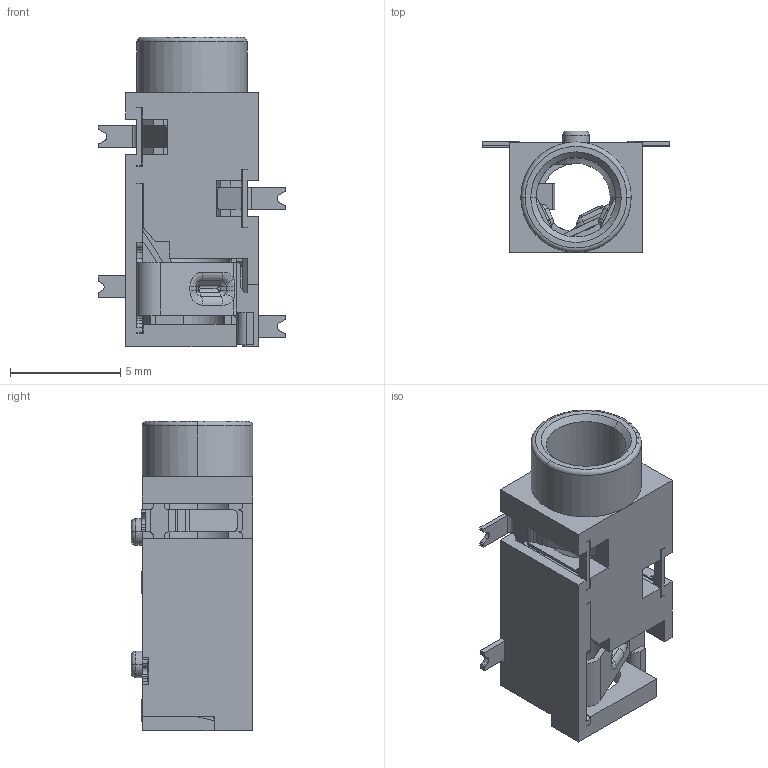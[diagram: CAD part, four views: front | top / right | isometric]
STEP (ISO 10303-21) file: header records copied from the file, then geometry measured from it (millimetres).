
FILE_DESCRIPTION((''),'2;1');
FILE_NAME('HS-PJ3582-180_A_1','2021-01-05T',('Administrator'),(''),'PRO/ENGINEER BY PARAMETRIC TECHNOLOGY CORPORATION, 2010280','PRO/ENGINEER BY PARAMETRIC TECHNOLOGY CORPORATION, 2010280','');
FILE_SCHEMA(('CONFIG_CONTROL_DESIGN'));
Length unit declared in the file: millimetre
Products named in the file (1): HS-PJ3582-180_A_1
Bounding box: 8.5 x 5.5 x 14 mm (x, y, z)
Volume: 211.5 mm3; surface area: 667.6 mm2
Topology: 1 solids, 2 shells, 510 faces, 1466 edges, 941 vertices
Faces by surface type: plane 289, cylinder 166, bspline 30, torus 14, cone 11
Entity records: 18799 total; most frequent: CARTESIAN_POINT 5336, ORIENTED_EDGE 2916, DIRECTION 2735, EDGE_CURVE 1458, VECTOR 975, LINE 975, VERTEX_POINT 941, AXIS2_PLACEMENT_3D 880
